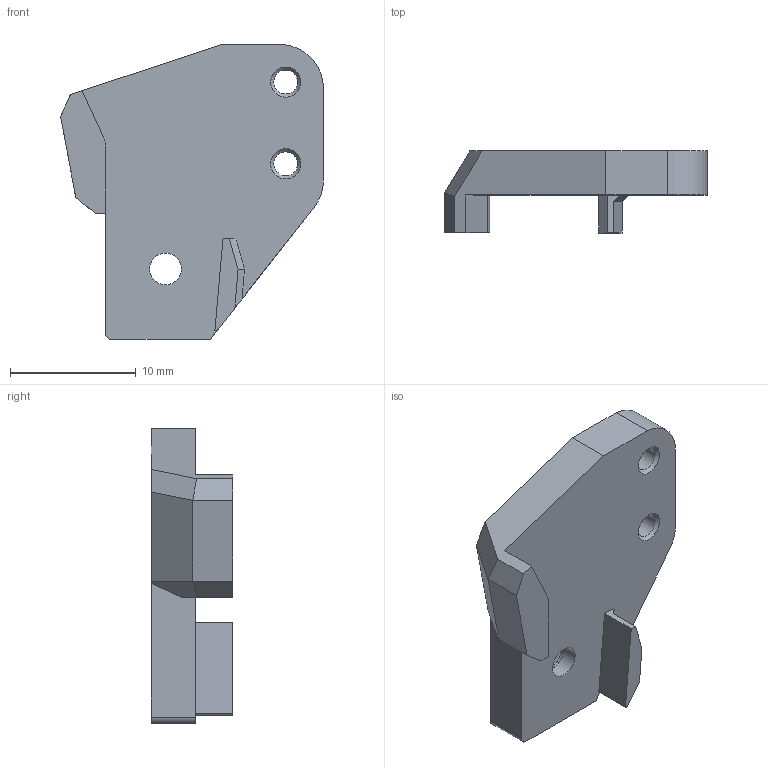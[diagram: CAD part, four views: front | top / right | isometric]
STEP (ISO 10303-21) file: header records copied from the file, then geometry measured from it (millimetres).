
FILE_DESCRIPTION(/* description */ ('','CAx-IF Rec.Pracs.---Representation and Presentation of Product Manufacturing Information (PMI)---4.0---2014-10-13'),/* implementation_level */ '2;1');
FILE_NAME(/* name */ 'Lightweight X Carriage Low Profile X-endstop v1.step',/* time_stamp */ '2025-03-16T20:09:05-04:00',/* author */ (''),/* organization */ (''),/* preprocessor_version */ 'ST-DEVELOPER v20',/* originating_system */ 'Autodesk Translation Framework v13.20.0.188',/* authorisation */ '');
FILE_SCHEMA (('AP242_MANAGED_MODEL_BASED_3D_ENGINEERING_MIM_LF { 1 0 10303 442 1 1 4 }'));
Length unit declared in the file: millimetre
Products named in the file (1): Vitalli Rigid CNC Carriage
Bounding box: 20.9 x 6.5 x 23.44 mm (x, y, z)
Volume: 1265 mm3; surface area: 1157.7 mm2
Topology: 1 solids, 1 shells, 43 faces, 115 edges, 76 vertices
Faces by surface type: plane 31, cylinder 10, cone 2
Full cylindrical faces by diameter (mm): 1.9 x2, 2.529 x1, 2.55 x1, 5.5 x1
Entity records: 1385 total; most frequent: CARTESIAN_POINT 235, ORIENTED_EDGE 230, DIRECTION 230, EDGE_CURVE 115, LINE 88, VECTOR 88, VERTEX_POINT 76, AXIS2_PLACEMENT_3D 71
